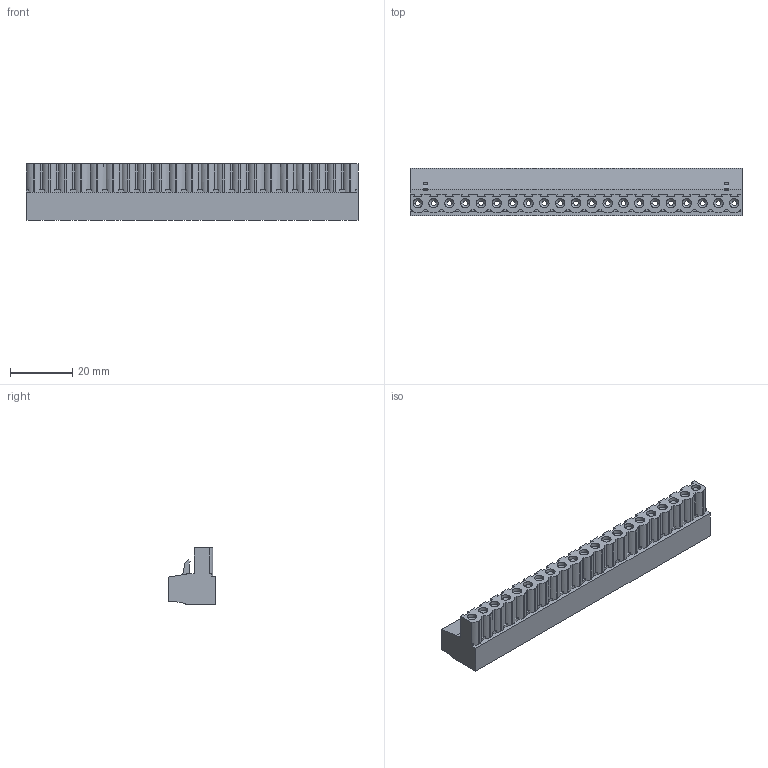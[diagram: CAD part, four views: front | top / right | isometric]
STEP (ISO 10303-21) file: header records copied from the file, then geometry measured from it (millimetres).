
FILE_DESCRIPTION (( 'STEP AP203' ), '1' );
FILE_NAME ('SOKETLI BASKILI DEVRE KLEMENSI - 5,08 MM DISI - 21LI.STEP', '2018-09-13T13:57:22', ( 'user' ), ( '' ), 'SwSTEP 2.0', 'SolidWorks 2016', '' );
FILE_SCHEMA (( 'CONFIG_CONTROL_DESIGN' ));
Length unit declared in the file: millimetre
Products named in the file (1): SOKETLI BASKILI DEVRE KLEMENSI  - 5,08 MM DISI - 21LI
Bounding box: 106.57 x 15.33 x 18.15 mm (x, y, z)
Volume: 17190.7 mm3; surface area: 11586.1 mm2
Topology: 1 solids, 1 shells, 728 faces, 1899 edges, 1238 vertices
Faces by surface type: plane 514, cylinder 172, cone 42
Entity records: 22362 total; most frequent: CARTESIAN_POINT 3866, DIRECTION 3827, ORIENTED_EDGE 3798, EDGE_CURVE 1899, LINE 1429, VECTOR 1429, VERTEX_POINT 1238, AXIS2_PLACEMENT_3D 1199
